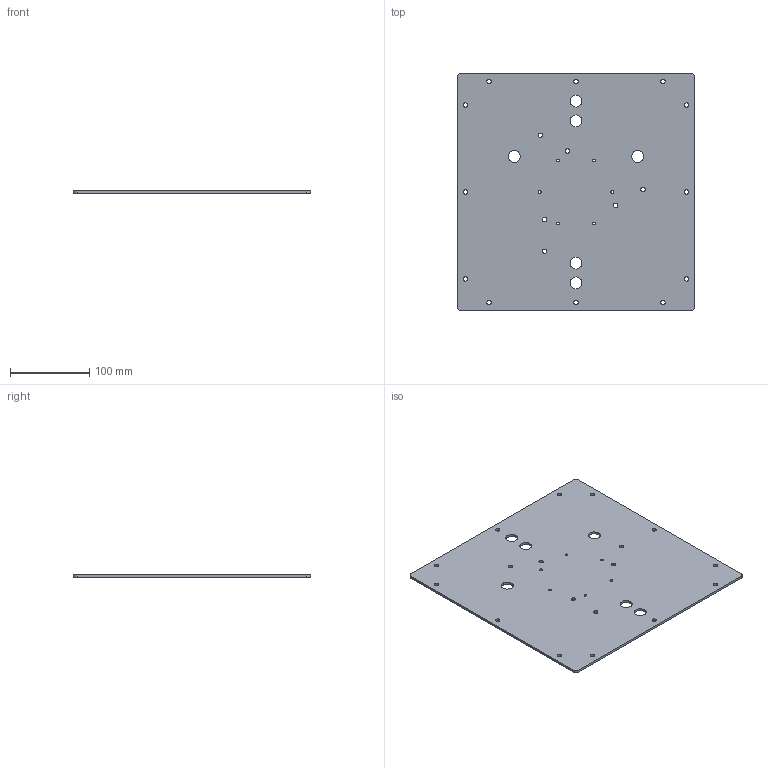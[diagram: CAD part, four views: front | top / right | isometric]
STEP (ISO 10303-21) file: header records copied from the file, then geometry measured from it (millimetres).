
FILE_DESCRIPTION(/* description */ ('Alibre Inc.'),/* implementation_level */ '2;1');
FILE_NAME(/* name */ 'export0',/* time_stamp */ '2015-08-18T16:26:10+08:00',/* author */ (''),/* organization */ (''),/* preprocessor_version */ 'ST-DEVELOPER v14',/* originating_system */ 'Alibre',/* authorisation */ '');
FILE_SCHEMA (('CONFIG_CONTROL_DESIGN'));
Length unit declared in the file: centimetre
Products named in the file (1): PC01
Bounding box: 300 x 300 x 3 mm (x, y, z)
Volume: 265282.9 mm3; surface area: 182414.4 mm2
Topology: 1 solids, 1 shells, 40 faces, 114 edges, 76 vertices
Faces by surface type: cylinder 34, plane 6
Full cylindrical faces by diameter (mm): 3.5 x6, 5.5 x12, 5.6 x6, 15 x6
Entity records: 1395 total; most frequent: DIRECTION 226, CARTESIAN_POINT 200, ORIENTED_EDGE 168, EDGE_LOOP 130, FACE_BOUND 130, AXIS2_PLACEMENT_3D 108, EDGE_CURVE 84, VERTEX_POINT 76
